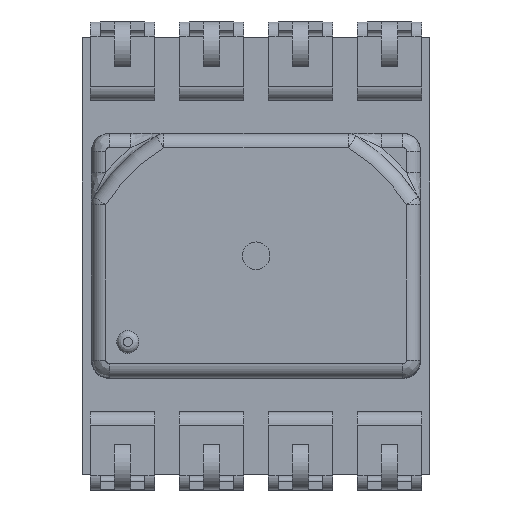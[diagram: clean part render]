
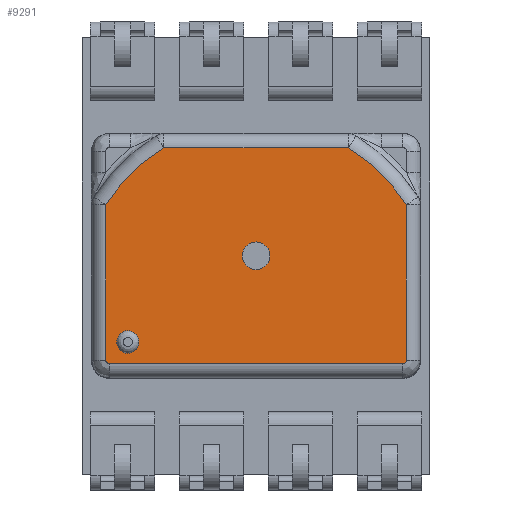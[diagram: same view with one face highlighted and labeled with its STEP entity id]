
A CAD part, top view. The second image highlights one B-rep face of the part: STEP entity #9291.
In plain terms, the highlighted planar face has unit normal (0, 0, 1).
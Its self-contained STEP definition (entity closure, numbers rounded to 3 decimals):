
#219=FACE_BOUND('',#1880,.T.);
#220=FACE_BOUND('',#1881,.T.);
#642=CIRCLE('',#10212,0.094);
#643=CIRCLE('',#10213,0.094);
#644=CIRCLE('',#10214,5.07);
#645=CIRCLE('',#10215,5.07);
#646=CIRCLE('',#10216,0.395);
#647=CIRCLE('',#10217,0.32);
#1210=FACE_OUTER_BOUND('',#1879,.T.);
#1879=EDGE_LOOP('',(#7650,#7651,#7652,#7653,#7654,#7655,#7656,#7657));
#1880=EDGE_LOOP('',(#7658));
#1881=EDGE_LOOP('',(#7659));
#2653=LINE('',#16312,#3490);
#2654=LINE('',#16318,#3491);
#2655=LINE('',#16322,#3492);
#2656=LINE('',#16327,#3493);
#3490=VECTOR('',#12537,4.446);
#3491=VECTOR('',#12544,4.446);
#3492=VECTOR('',#12547,8.38);
#3493=VECTOR('',#12552,5.277);
#4275=VERTEX_POINT('',#16310);
#4276=VERTEX_POINT('',#16311);
#4277=VERTEX_POINT('',#16316);
#4278=VERTEX_POINT('',#16317);
#4279=VERTEX_POINT('',#16319);
#4280=VERTEX_POINT('',#16321);
#4281=VERTEX_POINT('',#16324);
#4282=VERTEX_POINT('',#16326);
#4283=VERTEX_POINT('',#16329);
#4284=VERTEX_POINT('',#16331);
#5425=EDGE_CURVE('',#4275,#4276,#2653,.T.);
#5428=EDGE_CURVE('',#4277,#4278,#2654,.T.);
#5429=EDGE_CURVE('',#4278,#4279,#642,.T.);
#5430=EDGE_CURVE('',#4279,#4280,#2655,.T.);
#5431=EDGE_CURVE('',#4280,#4275,#643,.T.);
#5432=EDGE_CURVE('',#4276,#4281,#644,.T.);
#5433=EDGE_CURVE('',#4281,#4282,#2656,.T.);
#5434=EDGE_CURVE('',#4282,#4277,#645,.T.);
#5435=EDGE_CURVE('',#4283,#4283,#646,.T.);
#5436=EDGE_CURVE('',#4284,#4284,#647,.T.);
#7650=ORIENTED_EDGE('',*,*,#5428,.T.);
#7651=ORIENTED_EDGE('',*,*,#5429,.T.);
#7652=ORIENTED_EDGE('',*,*,#5430,.T.);
#7653=ORIENTED_EDGE('',*,*,#5431,.T.);
#7654=ORIENTED_EDGE('',*,*,#5425,.T.);
#7655=ORIENTED_EDGE('',*,*,#5432,.T.);
#7656=ORIENTED_EDGE('',*,*,#5433,.T.);
#7657=ORIENTED_EDGE('',*,*,#5434,.T.);
#7658=ORIENTED_EDGE('',*,*,#5435,.F.);
#7659=ORIENTED_EDGE('',*,*,#5436,.F.);
#8746=PLANE('',#10211);
#9291=ADVANCED_FACE('',(#1210,#219,#220),#8746,.T.);
#10211=AXIS2_PLACEMENT_3D('',#16315,#12542,#12543);
#10212=AXIS2_PLACEMENT_3D('',#16320,#12545,#12546);
#10213=AXIS2_PLACEMENT_3D('',#16323,#12548,#12549);
#10214=AXIS2_PLACEMENT_3D('',#16325,#12550,#12551);
#10215=AXIS2_PLACEMENT_3D('',#16328,#12553,#12554);
#10216=AXIS2_PLACEMENT_3D('',#16330,#12555,#12556);
#10217=AXIS2_PLACEMENT_3D('',#16332,#12557,#12558);
#12537=DIRECTION('',(0.,1.,0.));
#12542=DIRECTION('center_axis',(0.,0.,1.));
#12543=DIRECTION('ref_axis',(1.,0.,0.));
#12544=DIRECTION('',(0.,-1.,0.));
#12545=DIRECTION('center_axis',(0.,0.,1.));
#12546=DIRECTION('ref_axis',(-1.,0.,0.));
#12547=DIRECTION('',(1.,0.,0.));
#12548=DIRECTION('center_axis',(0.,0.,1.));
#12549=DIRECTION('ref_axis',(0.,-1.,0.));
#12550=DIRECTION('center_axis',(0.,0.,1.));
#12551=DIRECTION('ref_axis',(0.845,0.535,0.));
#12552=DIRECTION('',(-1.,0.,0.));
#12553=DIRECTION('center_axis',(0.,0.,1.));
#12554=DIRECTION('ref_axis',(-0.52,0.854,0.));
#12555=DIRECTION('center_axis',(0.,0.,1.));
#12556=DIRECTION('ref_axis',(0.,1.,0.));
#12557=DIRECTION('center_axis',(0.,0.,1.));
#12558=DIRECTION('ref_axis',(1.,0.,0.));
#16310=CARTESIAN_POINT('',(4.279,-5.335,-4.598));
#16311=CARTESIAN_POINT('',(4.279,-0.889,-4.598));
#16312=CARTESIAN_POINT('',(4.279,-5.335,-4.598));
#16315=CARTESIAN_POINT('Origin',(-0.006,-2.35,
-4.598));
#16316=CARTESIAN_POINT('',(-4.29,-0.889,-4.598));
#16317=CARTESIAN_POINT('',(-4.29,-5.335,-4.598));
#16318=CARTESIAN_POINT('',(-4.29,-0.889,-4.598));
#16319=CARTESIAN_POINT('',(-4.196,-5.429,-4.598));
#16320=CARTESIAN_POINT('Origin',(-4.196,-5.335,-4.598));
#16321=CARTESIAN_POINT('',(4.184,-5.429,-4.598));
#16322=CARTESIAN_POINT('',(-4.196,-5.429,-4.598));
#16323=CARTESIAN_POINT('Origin',(4.184,-5.335,-4.598));
#16324=CARTESIAN_POINT('',(2.633,0.729,-4.598));
#16325=CARTESIAN_POINT('Origin',(-0.006,-3.6,
-4.598));
#16326=CARTESIAN_POINT('',(-2.644,0.729,-4.598));
#16327=CARTESIAN_POINT('',(2.633,0.729,-4.598));
#16328=CARTESIAN_POINT('Origin',(-0.006,-3.6,
-4.598));
#16329=CARTESIAN_POINT('',(-0.006,-2.745,-4.598));
#16330=CARTESIAN_POINT('Origin',(-0.006,-2.35,
-4.598));
#16331=CARTESIAN_POINT('',(-3.346,-4.81,-4.598));
#16332=CARTESIAN_POINT('Origin',(-3.666,-4.81,-4.598));
